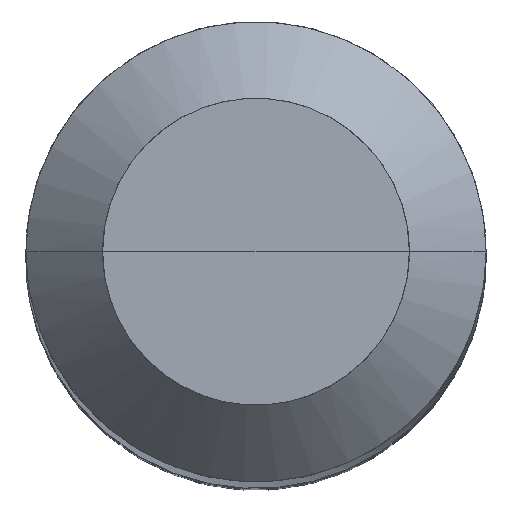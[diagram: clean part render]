
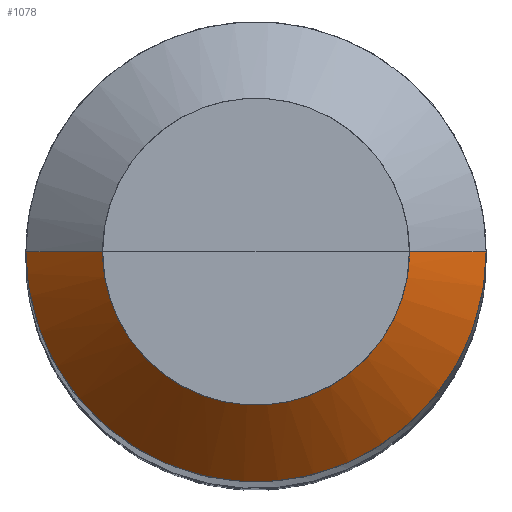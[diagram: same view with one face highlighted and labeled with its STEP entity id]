
A CAD part, top view. The second image highlights one B-rep face of the part: STEP entity #1078.
In plain terms, the highlighted free-form (B-spline) face has degree [1, 2] with [2, 5] control points.
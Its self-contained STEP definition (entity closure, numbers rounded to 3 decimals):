
#759=CARTESIAN_POINT('',(-3.,0.,45.));
#760=CARTESIAN_POINT('',(-3.,-3.,45.));
#761=CARTESIAN_POINT('',(0.,-3.,45.));
#762=CARTESIAN_POINT('',(3.,-3.,45.));
#763=CARTESIAN_POINT('',(3.,0.,45.));
#764=CARTESIAN_POINT('',(-2.,0.,46.));
#765=CARTESIAN_POINT('',(-2.,-2.,46.));
#766=CARTESIAN_POINT('',(0.,-2.,46.));
#767=CARTESIAN_POINT('',(2.,-2.,46.));
#768=CARTESIAN_POINT('',(2.,0.,46.));
#1059=(
BOUNDED_SURFACE()
B_SPLINE_SURFACE(1,2,(
(#759,#760,#761,#762,#763),
(#764,#765,#766,#767,#768)
), .UNSPECIFIED.,.F.,.F.,.F.)
B_SPLINE_SURFACE_WITH_KNOTS((2,2),(3,2,3),(
0.,1.),(
0.,0.5,1.), .UNSPECIFIED.)
GEOMETRIC_REPRESENTATION_ITEM()
RATIONAL_B_SPLINE_SURFACE(((1.,0.707,1.,0.707,1.),
(1.,0.707,1.,0.707,1.)
))
REPRESENTATION_ITEM('')
SURFACE()
);
#1060=(
BOUNDED_CURVE()
B_SPLINE_CURVE(2,(#763,#762,#761,#760,#759),.UNSPECIFIED.,.F.,.F.)
B_SPLINE_CURVE_WITH_KNOTS((3,2,3),
(0.,0.5,1.),.UNSPECIFIED.)
CURVE()
GEOMETRIC_REPRESENTATION_ITEM()
RATIONAL_B_SPLINE_CURVE((1.,0.707,1.,0.707,1.))
REPRESENTATION_ITEM('')
);
#1061=(
BOUNDED_CURVE()
B_SPLINE_CURVE(1,(#759,#764),.UNSPECIFIED.,.F.,.F.)
B_SPLINE_CURVE_WITH_KNOTS((2,2),
(0.,1.),.UNSPECIFIED.)
CURVE()
GEOMETRIC_REPRESENTATION_ITEM()
RATIONAL_B_SPLINE_CURVE((1.,1.))
REPRESENTATION_ITEM('')
);
#1062=(
BOUNDED_CURVE()
B_SPLINE_CURVE(2,(#764,#765,#766,#767,#768),.UNSPECIFIED.,.F.,.F.)
B_SPLINE_CURVE_WITH_KNOTS((3,2,3),
(0.,0.5,1.),.UNSPECIFIED.)
CURVE()
GEOMETRIC_REPRESENTATION_ITEM()
RATIONAL_B_SPLINE_CURVE((1.,0.707,1.,0.707,1.))
REPRESENTATION_ITEM('')
);
#1063=(
BOUNDED_CURVE()
B_SPLINE_CURVE(1,(#768,#763),.UNSPECIFIED.,.F.,.F.)
B_SPLINE_CURVE_WITH_KNOTS((2,2),
(0.,1.),.UNSPECIFIED.)
CURVE()
GEOMETRIC_REPRESENTATION_ITEM()
RATIONAL_B_SPLINE_CURVE((1.,1.))
REPRESENTATION_ITEM('')
);
#1064=VERTEX_POINT('',#759);
#1065=VERTEX_POINT('',#763);
#1066=VERTEX_POINT('',#764);
#1067=VERTEX_POINT('',#768);
#1068=EDGE_CURVE('',#1065,#1064,#1060,.T.);
#1069=EDGE_CURVE('',#1064,#1066,#1061,.T.);
#1070=EDGE_CURVE('',#1066,#1067,#1062,.T.);
#1071=EDGE_CURVE('',#1067,#1065,#1063,.T.);
#1072=ORIENTED_EDGE('',*,*,#1068,.T.);
#1073=ORIENTED_EDGE('',*,*,#1069,.T.);
#1074=ORIENTED_EDGE('',*,*,#1070,.T.);
#1075=ORIENTED_EDGE('',*,*,#1071,.T.);
#1076=EDGE_LOOP('',(#1072,#1073,#1074,#1075));
#1077=FACE_OUTER_BOUND('',#1076,.T.);
#1078=ADVANCED_FACE('',(#1077),#1059,.T.);
